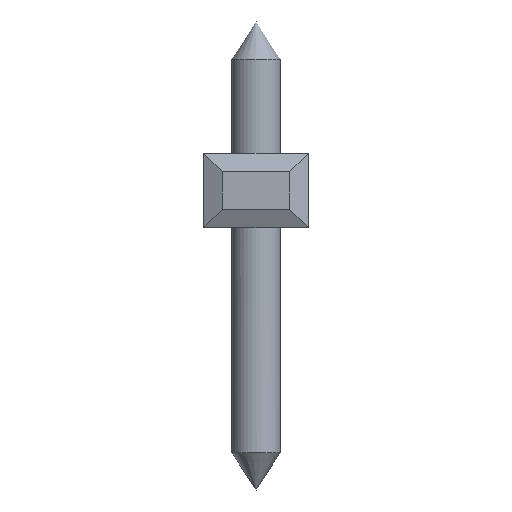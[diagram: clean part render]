
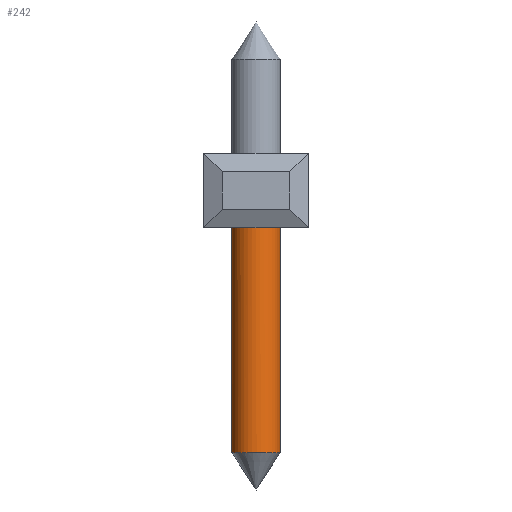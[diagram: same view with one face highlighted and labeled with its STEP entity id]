
A CAD part, left-side view. The second image highlights one B-rep face of the part: STEP entity #242.
In plain terms, the highlighted cylindrical face has radius 0.65 mm (diameter 1.3 mm), a full revolution.
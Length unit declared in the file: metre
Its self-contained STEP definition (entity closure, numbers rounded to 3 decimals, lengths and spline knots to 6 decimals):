
#242=ADVANCED_FACE('',(#495,#496),#497,.T.);
#495=FACE_OUTER_BOUND('',#742,.T.);
#496=FACE_OUTER_BOUND('',#743,.T.);
#497=CYLINDRICAL_SURFACE('',#744,0.00065);
#742=EDGE_LOOP('',(#1361));
#743=EDGE_LOOP('',(#1362));
#744=AXIS2_PLACEMENT_3D('',#1363,#1364,#1365);
#1361=ORIENTED_EDGE('',*,*,#1598,.F.);
#1362=ORIENTED_EDGE('',*,*,#1405,.F.);
#1363=CARTESIAN_POINT('',(-0.00435,-0.03326,0.0025));
#1364=DIRECTION('',(0.0,0.,-1.0));
#1365=DIRECTION('',(-1.0,0.0,0.0));
#1405=EDGE_CURVE('',#1657,#1657,#1658,.T.);
#1598=EDGE_CURVE('',#1931,#1931,#1932,.T.);
#1657=VERTEX_POINT('',#2001);
#1658=CIRCLE('',#2002,0.00065);
#1931=VERTEX_POINT('',#2408);
#1932=CIRCLE('',#2409,0.00065);
#2001=CARTESIAN_POINT('',(-0.00396,-0.03274,-0.008));
#2002=AXIS2_PLACEMENT_3D('',#2462,#2463,#2464);
#2408=CARTESIAN_POINT('',(-0.00435,-0.03391,-0.0018));
#2409=AXIS2_PLACEMENT_3D('',#2604,#2605,#2606);
#2462=CARTESIAN_POINT('',(-0.00435,-0.03326,-0.008));
#2463=DIRECTION('',(0.,0.,-1.0));
#2464=DIRECTION('',(0.6,0.8,0.));
#2604=CARTESIAN_POINT('',(-0.00435,-0.03326,-0.0018));
#2605=DIRECTION('',(0.0,0.,1.0));
#2606=DIRECTION('',(0.0,-1.0,0.));
